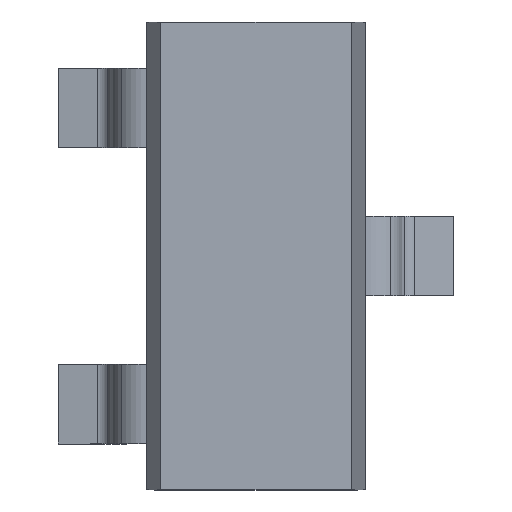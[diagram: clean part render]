
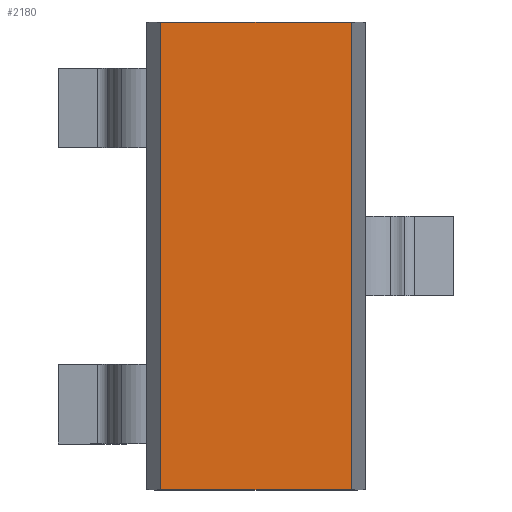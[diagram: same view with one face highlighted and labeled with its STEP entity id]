
A CAD part, top view. The second image highlights one B-rep face of the part: STEP entity #2180.
In plain terms, the highlighted planar face has unit normal (0, 0, 1).
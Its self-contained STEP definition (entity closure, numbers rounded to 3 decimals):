
#1908=CARTESIAN_POINT('',(-0.612,-1.5,1.12));
#1909=VERTEX_POINT('',#1908);
#1916=CARTESIAN_POINT('',(-0.612,1.5,1.12));
#1917=VERTEX_POINT('',#1916);
#1918=CARTESIAN_POINT('',(-0.612,1.5,1.12));
#1919=DIRECTION('',(0.0,-1.0,0.0));
#1920=VECTOR('',#1919,3.0);
#1921=LINE('',#1918,#1920);
#1922=EDGE_CURVE('',#1917,#1909,#1921,.T.);
#1963=CARTESIAN_POINT('',(0.612,1.5,1.12));
#1964=VERTEX_POINT('',#1963);
#1965=CARTESIAN_POINT('',(0.612,1.5,1.12));
#1966=DIRECTION('',(-1.0,0.0,0.0));
#1967=VECTOR('',#1966,1.224);
#1968=LINE('',#1965,#1967);
#1969=EDGE_CURVE('',#1964,#1917,#1968,.T.);
#2009=CARTESIAN_POINT('',(0.612,-1.5,1.12));
#2010=VERTEX_POINT('',#2009);
#2026=CARTESIAN_POINT('',(0.612,-1.5,1.12));
#2027=DIRECTION('',(0.0,1.0,0.0));
#2028=VECTOR('',#2027,3.0);
#2029=LINE('',#2026,#2028);
#2030=EDGE_CURVE('',#1964,#2010,#2029,.F.);
#2079=CARTESIAN_POINT('',(-0.612,-1.5,1.12));
#2080=DIRECTION('',(1.0,0.0,0.0));
#2081=VECTOR('',#2080,1.224);
#2082=LINE('',#2079,#2081);
#2083=EDGE_CURVE('',#1909,#2010,#2082,.T.);
#2169=CARTESIAN_POINT('',(-0.615,1.5,1.12));
#2170=DIRECTION('',(0.0,0.0,1.0));
#2171=DIRECTION('',(-1.0,0.0,0.0));
#2172=AXIS2_PLACEMENT_3D('',#2169,#2170,#2171);
#2173=PLANE('',#2172);
#2174=ORIENTED_EDGE('',*,*,#2083,.T.);
#2175=ORIENTED_EDGE('',*,*,#2030,.F.);
#2176=ORIENTED_EDGE('',*,*,#1969,.T.);
#2177=ORIENTED_EDGE('',*,*,#1922,.T.);
#2178=EDGE_LOOP('',(#2174,#2175,#2176,#2177));
#2179=FACE_OUTER_BOUND('',#2178,.T.);
#2180=ADVANCED_FACE('',(#2179),#2173,.T.);
